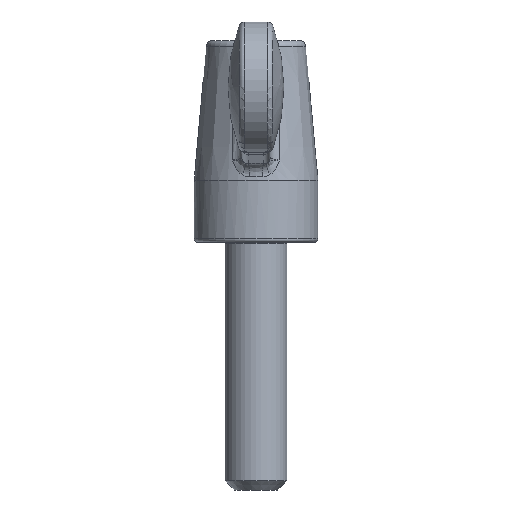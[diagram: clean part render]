
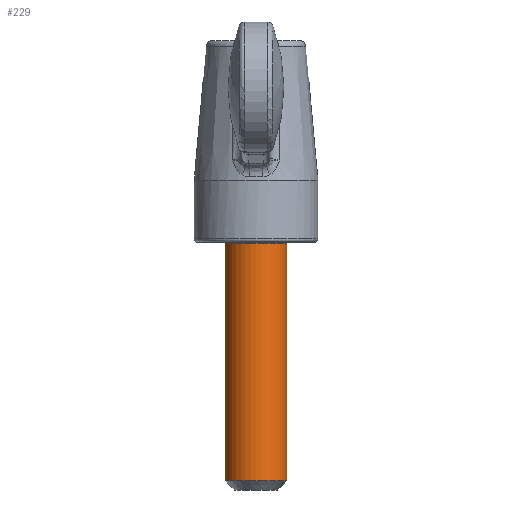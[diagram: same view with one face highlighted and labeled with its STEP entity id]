
A CAD part, front view. The second image highlights one B-rep face of the part: STEP entity #229.
In plain terms, the highlighted cylindrical face has radius 5 mm (diameter 10 mm), a full revolution.
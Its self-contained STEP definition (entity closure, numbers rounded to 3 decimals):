
#229 = ADVANCED_FACE( '', ( #507, #508 ), #509, .T. );
#507 = FACE_OUTER_BOUND( '', #2540, .T. );
#508 = FACE_OUTER_BOUND( '', #2541, .T. );
#509 = CYLINDRICAL_SURFACE( '', #2542, 5. );
#2540 = EDGE_LOOP( '', ( #5088 ) );
#2541 = EDGE_LOOP( '', ( #5089 ) );
#2542 = AXIS2_PLACEMENT_3D( '', #5090, #5091, #5092 );
#5088 = ORIENTED_EDGE( '', *, *, #5628, .T. );
#5089 = ORIENTED_EDGE( '', *, *, #5484, .T. );
#5090 = CARTESIAN_POINT( '', ( 0., 0., -57. ) );
#5091 = DIRECTION( '', ( 0., 0., -1. ) );
#5092 = DIRECTION( '', ( 1., 0., 0. ) );
#5484 = EDGE_CURVE( '', #5847, #5847, #5848, .T. );
#5628 = EDGE_CURVE( '', #6058, #6058, #6059, .F. );
#5847 = VERTEX_POINT( '', #6811 );
#5848 = CIRCLE( '', #6812, 5. );
#6058 = VERTEX_POINT( '', #8012 );
#6059 = CIRCLE( '', #8013, 5. );
#6811 = CARTESIAN_POINT( '', ( 5., 0., -38.5 ) );
#6812 = AXIS2_PLACEMENT_3D( '', #8627, #8628, #8629 );
#8012 = CARTESIAN_POINT( '', ( 5., 0., -0.2 ) );
#8013 = AXIS2_PLACEMENT_3D( '', #8747, #8748, #8749 );
#8627 = CARTESIAN_POINT( '', ( 0., 0., -38.5 ) );
#8628 = DIRECTION( '', ( 0., 0., 1. ) );
#8629 = DIRECTION( '', ( 1., 0., 0. ) );
#8747 = CARTESIAN_POINT( '', ( 0., 0., -0.2 ) );
#8748 = DIRECTION( '', ( 0., 0., 1. ) );
#8749 = DIRECTION( '', ( 1., 0., 0. ) );
